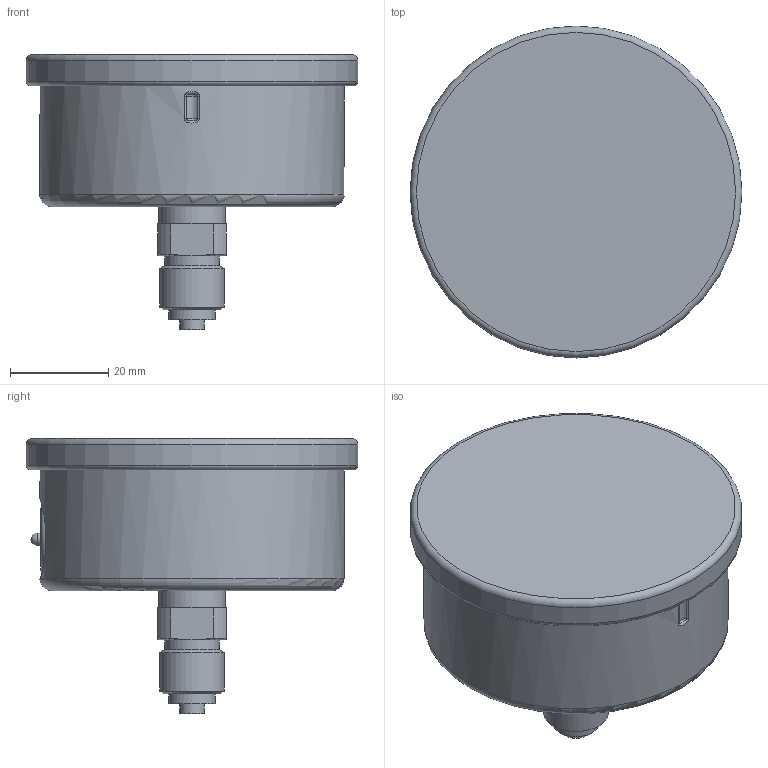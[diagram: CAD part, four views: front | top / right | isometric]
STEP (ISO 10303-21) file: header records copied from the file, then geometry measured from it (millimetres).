
FILE_DESCRIPTION(/* description */ (''),/* implementation_level */ '2;1');
FILE_NAME(/* name */ 'RF63Gly_D711_851XX711.stp',/* time_stamp */ '2018-01-19T10:01:28+01:00',/* author */ ('acgl'),/* organization */ (''),/* preprocessor_version */ 'ST-DEVELOPER v15.6',/* originating_system */ 'Autodesk Inventor 2015',/* authorisation */ '');
FILE_SCHEMA (('AUTOMOTIVE_DESIGN { 1 0 10303 214 3 1 1 }'));
Length unit declared in the file: centimetre
Products named in the file (1): RF63Gly_D711_851XX711
Bounding box: 67.6 x 67.6 x 56 mm (x, y, z)
Volume: 100049 mm3; surface area: 14120.2 mm2
Topology: 1 solids, 1 shells, 102 faces, 217 edges, 126 vertices
Faces by surface type: cylinder 43, plane 23, bspline 13, sphere 9, torus 8, cone 6
Full cylindrical faces by diameter (mm): 2.5 x1, 5 x1, 9.5 x1, 11 x1, 13.16 x1, 13.5 x1, 62 x1, 67.6 x1
Entity records: 3309 total; most frequent: CARTESIAN_POINT 1090, DIRECTION 456, ORIENTED_EDGE 392, EDGE_CURVE 196, AXIS2_PLACEMENT_3D 196, EDGE_LOOP 126, VERTEX_POINT 120, STYLED_ITEM 103
